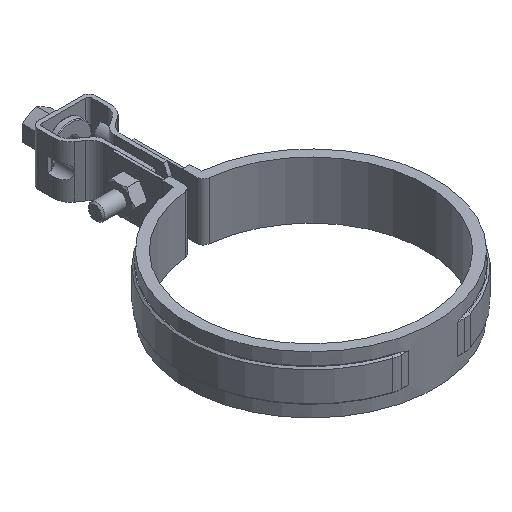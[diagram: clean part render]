
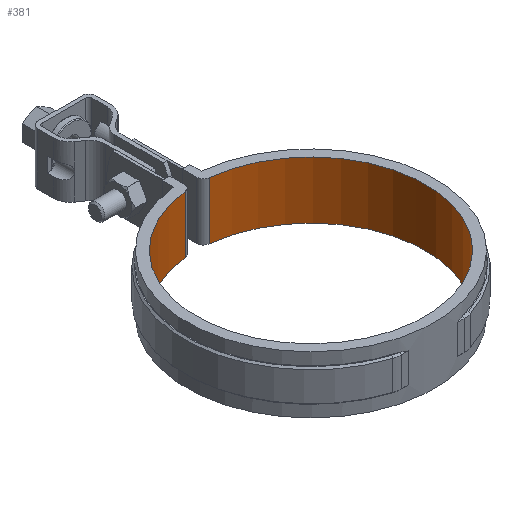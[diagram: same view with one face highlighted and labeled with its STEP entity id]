
A CAD part, isometric view. The second image highlights one B-rep face of the part: STEP entity #381.
In plain terms, the highlighted cylindrical face has radius 69.9 mm (diameter 139.8 mm), a partial arc.
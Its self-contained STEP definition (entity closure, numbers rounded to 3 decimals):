
#381 = ADVANCED_FACE( '', ( #635 ), #636, .F. );
#635 = FACE_OUTER_BOUND( '', #1770, .T. );
#636 = CYLINDRICAL_SURFACE( '', #1771, 69.9 );
#1770 = EDGE_LOOP( '', ( #3693, #3694, #3695, #3696 ) );
#1771 = AXIS2_PLACEMENT_3D( '', #3697, #3698, #3699 );
#3693 = ORIENTED_EDGE( '', *, *, #5165, .T. );
#3694 = ORIENTED_EDGE( '', *, *, #5157, .F. );
#3695 = ORIENTED_EDGE( '', *, *, #5163, .F. );
#3696 = ORIENTED_EDGE( '', *, *, #5152, .T. );
#3697 = CARTESIAN_POINT( '', ( 0., 0., -32. ) );
#3698 = DIRECTION( '', ( 0., 0., -1. ) );
#3699 = DIRECTION( '', ( -0.106, -0.994, 0. ) );
#5152 = EDGE_CURVE( '', #5755, #5753, #5756, .T. );
#5157 = EDGE_CURVE( '', #5762, #5764, #5765, .T. );
#5163 = EDGE_CURVE( '', #5755, #5762, #5772, .T. );
#5165 = EDGE_CURVE( '', #5753, #5764, #5774, .T. );
#5753 = VERTEX_POINT( '', #8307 );
#5755 = VERTEX_POINT( '', #8309 );
#5756 = CIRCLE( '', #8310, 69.9 );
#5762 = VERTEX_POINT( '', #8318 );
#5764 = VERTEX_POINT( '', #8320 );
#5765 = CIRCLE( '', #8321, 69.9 );
#5772 = LINE( '', #8332, #8333 );
#5774 = LINE( '', #8336, #8337 );
#8307 = CARTESIAN_POINT( '', ( -7.378, 69.51, -33.5 ) );
#8309 = CARTESIAN_POINT( '', ( 7.378, 69.51, -33.5 ) );
#8310 = AXIS2_PLACEMENT_3D( '', #9506, #9507, #9508 );
#8318 = CARTESIAN_POINT( '', ( 7.378, 69.51, 1.5 ) );
#8320 = CARTESIAN_POINT( '', ( -7.378, 69.51, 1.5 ) );
#8321 = AXIS2_PLACEMENT_3D( '', #9517, #9518, #9519 );
#8332 = CARTESIAN_POINT( '', ( 7.378, 69.51, -32. ) );
#8333 = VECTOR( '', #9527, 1000. );
#8336 = CARTESIAN_POINT( '', ( -7.378, 69.51, -32. ) );
#8337 = VECTOR( '', #9529, 1000. );
#9506 = CARTESIAN_POINT( '', ( 0., 0., -33.5 ) );
#9507 = DIRECTION( '', ( 0., 0., -1. ) );
#9508 = DIRECTION( '', ( 1., 0., 0. ) );
#9517 = CARTESIAN_POINT( '', ( 0., 0., 1.5 ) );
#9518 = DIRECTION( '', ( 0., 0., -1. ) );
#9519 = DIRECTION( '', ( 1., 0., 0. ) );
#9527 = DIRECTION( '', ( 0., 0., 1. ) );
#9529 = DIRECTION( '', ( 0., 0., 1. ) );
